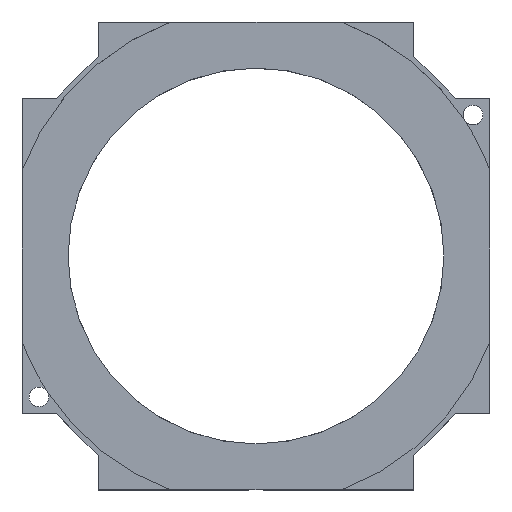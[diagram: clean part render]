
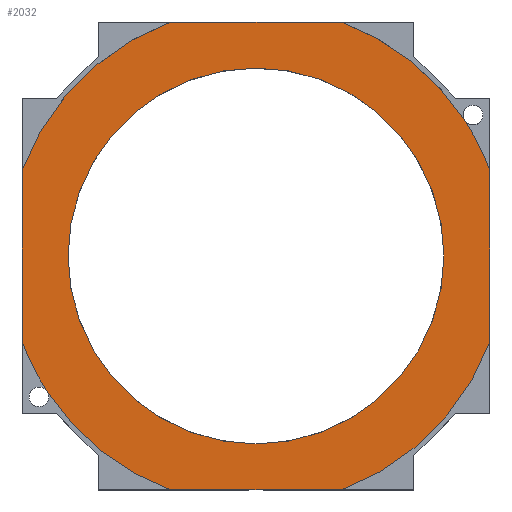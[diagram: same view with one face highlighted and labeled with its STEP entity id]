
A CAD part, top view. The second image highlights one B-rep face of the part: STEP entity #2032.
In plain terms, the highlighted planar face has unit normal (0, 0, 1).
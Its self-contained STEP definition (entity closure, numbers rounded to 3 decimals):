
#95=FACE_BOUND('',#470,.T.);
#221=CIRCLE('',#2081,1.05);
#224=CIRCLE('',#2085,1.05);
#229=CIRCLE('',#2092,26.5);
#232=CIRCLE('',#2097,26.5);
#233=CIRCLE('',#2099,26.5);
#234=CIRCLE('',#2101,26.5);
#236=CIRCLE('',#2105,26.5);
#237=CIRCLE('',#2107,26.5);
#239=CIRCLE('',#2111,20.);
#348=FACE_OUTER_BOUND('',#469,.T.);
#469=EDGE_LOOP('',(#1870,#1871,#1872,#1873,#1874,#1875,#1876,#1877,#1878,
#1879,#1880,#1881));
#470=EDGE_LOOP('',(#1882));
#493=LINE('',#2492,#649);
#616=LINE('',#3977,#772);
#621=LINE('',#3986,#777);
#626=LINE('',#3995,#782);
#649=VECTOR('',#2171,10.);
#772=VECTOR('',#2408,10.);
#777=VECTOR('',#2421,10.);
#782=VECTOR('',#2434,10.);
#802=VERTEX_POINT('',#2489);
#803=VERTEX_POINT('',#2491);
#946=VERTEX_POINT('',#3865);
#948=VERTEX_POINT('',#3868);
#951=VERTEX_POINT('',#3877);
#953=VERTEX_POINT('',#3880);
#962=VERTEX_POINT('',#3903);
#967=VERTEX_POINT('',#3920);
#968=VERTEX_POINT('',#3924);
#973=VERTEX_POINT('',#3938);
#974=VERTEX_POINT('',#3942);
#975=VERTEX_POINT('',#3943);
#982=VERTEX_POINT('',#3961);
#1007=EDGE_CURVE('',#803,#802,#493,.T.);
#1217=EDGE_CURVE('',#948,#946,#221,.T.);
#1223=EDGE_CURVE('',#953,#951,#224,.T.);
#1235=EDGE_CURVE('',#962,#948,#229,.T.);
#1243=EDGE_CURVE('',#802,#953,#232,.T.);
#1245=EDGE_CURVE('',#951,#967,#233,.T.);
#1246=EDGE_CURVE('',#968,#803,#234,.T.);
#1254=EDGE_CURVE('',#946,#973,#236,.T.);
#1255=EDGE_CURVE('',#974,#975,#237,.T.);
#1265=EDGE_CURVE('',#982,#982,#239,.T.);
#1272=EDGE_CURVE('',#973,#968,#616,.T.);
#1277=EDGE_CURVE('',#975,#962,#621,.T.);
#1282=EDGE_CURVE('',#967,#974,#626,.T.);
#1870=ORIENTED_EDGE('',*,*,#1217,.T.);
#1871=ORIENTED_EDGE('',*,*,#1254,.T.);
#1872=ORIENTED_EDGE('',*,*,#1272,.T.);
#1873=ORIENTED_EDGE('',*,*,#1246,.T.);
#1874=ORIENTED_EDGE('',*,*,#1007,.T.);
#1875=ORIENTED_EDGE('',*,*,#1243,.T.);
#1876=ORIENTED_EDGE('',*,*,#1223,.T.);
#1877=ORIENTED_EDGE('',*,*,#1245,.T.);
#1878=ORIENTED_EDGE('',*,*,#1282,.T.);
#1879=ORIENTED_EDGE('',*,*,#1255,.T.);
#1880=ORIENTED_EDGE('',*,*,#1277,.T.);
#1881=ORIENTED_EDGE('',*,*,#1235,.T.);
#1882=ORIENTED_EDGE('',*,*,#1265,.T.);
#1923=PLANE('',#2128);
#2032=ADVANCED_FACE('',(#348,#95),#1923,.T.);
#2081=AXIS2_PLACEMENT_3D('',#3869,#2296,#2297);
#2085=AXIS2_PLACEMENT_3D('',#3881,#2307,#2308);
#2092=AXIS2_PLACEMENT_3D('',#3904,#2328,#2329);
#2097=AXIS2_PLACEMENT_3D('',#3918,#2343,#2344);
#2099=AXIS2_PLACEMENT_3D('',#3922,#2348,#2349);
#2101=AXIS2_PLACEMENT_3D('',#3925,#2352,#2353);
#2105=AXIS2_PLACEMENT_3D('',#3940,#2366,#2367);
#2107=AXIS2_PLACEMENT_3D('',#3944,#2370,#2371);
#2111=AXIS2_PLACEMENT_3D('',#3963,#2386,#2387);
#2128=AXIS2_PLACEMENT_3D('',#3997,#2437,#2438);
#2171=DIRECTION('',(0.,1.,0.));
#2296=DIRECTION('center_axis',(0.,0.,-1.));
#2297=DIRECTION('ref_axis',(-1.,0.,0.));
#2307=DIRECTION('center_axis',(0.,0.,-1.));
#2308=DIRECTION('ref_axis',(-1.,0.,0.));
#2328=DIRECTION('center_axis',(0.,0.,1.));
#2329=DIRECTION('ref_axis',(0.94,0.342,0.));
#2343=DIRECTION('center_axis',(0.,0.,1.));
#2344=DIRECTION('ref_axis',(-0.94,-0.342,0.));
#2348=DIRECTION('center_axis',(0.,0.,1.));
#2349=DIRECTION('ref_axis',(-0.94,-0.342,0.));
#2352=DIRECTION('center_axis',(0.,0.,1.));
#2353=DIRECTION('ref_axis',(-0.342,0.94,0.));
#2366=DIRECTION('center_axis',(0.,0.,1.));
#2367=DIRECTION('ref_axis',(0.94,0.342,0.));
#2370=DIRECTION('center_axis',(0.,0.,1.));
#2371=DIRECTION('ref_axis',(0.342,-0.94,0.));
#2386=DIRECTION('center_axis',(0.,0.,-1.));
#2387=DIRECTION('ref_axis',(1.,0.,0.));
#2408=DIRECTION('',(1.,0.,0.));
#2421=DIRECTION('',(0.,-1.,0.));
#2434=DIRECTION('',(-1.,0.,0.));
#2437=DIRECTION('center_axis',(0.,0.,1.));
#2438=DIRECTION('ref_axis',(1.,0.,0.));
#2489=CARTESIAN_POINT('',(24.901,9.067,2.5));
#2491=CARTESIAN_POINT('',(24.901,-9.067,2.5));
#2492=CARTESIAN_POINT('',(24.901,0.,2.5));
#3865=CARTESIAN_POINT('',(-22.163,-14.528,2.5));
#3868=CARTESIAN_POINT('',(-22.288,-14.335,2.5));
#3869=CARTESIAN_POINT('Origin',(-23.101,-15.,2.5));
#3877=CARTESIAN_POINT('',(22.163,14.528,2.5));
#3880=CARTESIAN_POINT('',(22.288,14.335,2.5));
#3881=CARTESIAN_POINT('Origin',(23.101,15.,2.5));
#3903=CARTESIAN_POINT('',(-24.901,-9.067,2.5));
#3904=CARTESIAN_POINT('Origin',(0.,0.,2.5));
#3918=CARTESIAN_POINT('Origin',(0.,0.,2.5));
#3920=CARTESIAN_POINT('',(9.067,24.901,2.5));
#3922=CARTESIAN_POINT('Origin',(0.,0.,2.5));
#3924=CARTESIAN_POINT('',(9.067,-24.901,2.5));
#3925=CARTESIAN_POINT('Origin',(0.,0.,2.5));
#3938=CARTESIAN_POINT('',(-9.067,-24.901,2.5));
#3940=CARTESIAN_POINT('Origin',(0.,0.,2.5));
#3942=CARTESIAN_POINT('',(-9.067,24.901,2.5));
#3943=CARTESIAN_POINT('',(-24.901,9.067,2.5));
#3944=CARTESIAN_POINT('Origin',(0.,0.,2.5));
#3961=CARTESIAN_POINT('',(-20.,0.,2.5));
#3963=CARTESIAN_POINT('Origin',(0.,0.,2.5));
#3977=CARTESIAN_POINT('',(0.,-24.901,2.5));
#3986=CARTESIAN_POINT('',(-24.901,0.,2.5));
#3995=CARTESIAN_POINT('',(0.,24.901,2.5));
#3997=CARTESIAN_POINT('Origin',(0.,0.,2.5));
